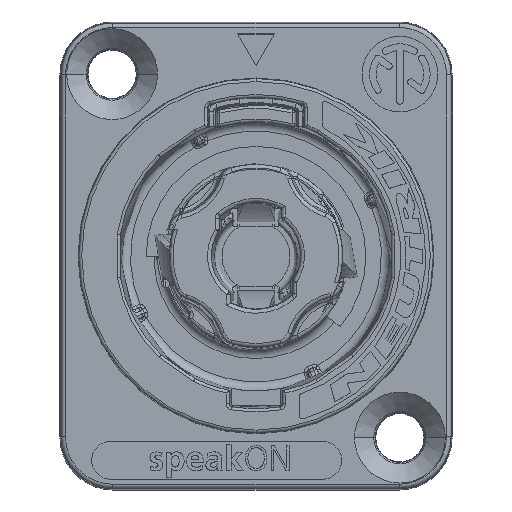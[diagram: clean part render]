
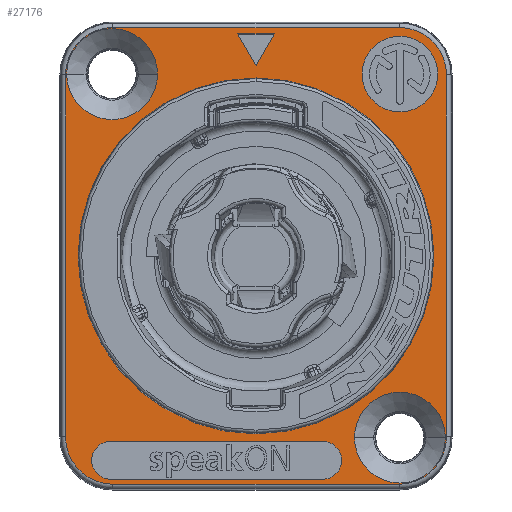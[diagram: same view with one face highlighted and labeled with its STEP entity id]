
A CAD part, top view. The second image highlights one B-rep face of the part: STEP entity #27176.
In plain terms, the highlighted planar face has unit normal (0, 0, 1).
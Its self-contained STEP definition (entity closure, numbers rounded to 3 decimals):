
#2=CARTESIAN_POINT('',(9.5,12.,4.5));
#3=DIRECTION('',(0.,0.,1.));
#4=DIRECTION('',(1.,0.,0.));
#5=AXIS2_PLACEMENT_3D('',#2,#3,#4);
#7=CARTESIAN_POINT('',(9.5,12.,4.5));
#8=DIRECTION('',(0.,0.,1.));
#9=DIRECTION('',(-1.,0.,0.));
#10=AXIS2_PLACEMENT_3D('',#7,#8,#9);
#12=CARTESIAN_POINT('',(-9.6,-13.5,4.5));
#13=DIRECTION('',(0.,0.,1.));
#14=DIRECTION('',(0.,1.,0.));
#15=AXIS2_PLACEMENT_3D('',#12,#13,#14);
#17=DIRECTION('',(1.,0.,0.));
#18=VECTOR('',#17,14.);
#19=CARTESIAN_POINT('',(-9.6,-14.75,4.5));
#20=LINE('',#19,#18);
#21=CARTESIAN_POINT('',(4.4,-13.5,4.5));
#22=DIRECTION('',(0.,0.,1.));
#23=DIRECTION('',(0.,-1.,0.));
#24=AXIS2_PLACEMENT_3D('',#21,#22,#23);
#26=DIRECTION('',(-1.,0.,0.));
#27=VECTOR('',#26,14.);
#28=CARTESIAN_POINT('',(4.4,-12.25,4.5));
#29=LINE('',#28,#27);
#30=DIRECTION('',(0.5,-0.866,0.));
#31=VECTOR('',#30,2.4);
#32=CARTESIAN_POINT('',(-1.2,14.65,4.5));
#33=LINE('',#32,#31);
#34=DIRECTION('',(0.5,0.866,0.));
#35=VECTOR('',#34,2.4);
#36=CARTESIAN_POINT('',(0.,12.572,4.5));
#37=LINE('',#36,#35);
#38=DIRECTION('',(-1.,0.,0.));
#39=VECTOR('',#38,2.4);
#40=CARTESIAN_POINT('',(1.2,14.65,4.5));
#41=LINE('',#40,#39);
#42=CARTESIAN_POINT('',(-9.5,12.,4.5));
#43=DIRECTION('',(0.,0.,1.));
#44=DIRECTION('',(-1.,0.,0.));
#45=AXIS2_PLACEMENT_3D('',#42,#43,#44);
#47=CARTESIAN_POINT('',(-9.5,12.,4.5));
#48=DIRECTION('',(0.,0.,1.));
#49=DIRECTION('',(1.,0.,0.));
#50=AXIS2_PLACEMENT_3D('',#47,#48,#49);
#52=CARTESIAN_POINT('',(9.5,-12.,4.5));
#53=DIRECTION('',(0.,0.,1.));
#54=DIRECTION('',(1.,0.,0.));
#55=AXIS2_PLACEMENT_3D('',#52,#53,#54);
#57=CARTESIAN_POINT('',(9.5,-12.,4.5));
#58=DIRECTION('',(0.,0.,1.));
#59=DIRECTION('',(-1.,0.,0.));
#60=AXIS2_PLACEMENT_3D('',#57,#58,#59);
#62=CARTESIAN_POINT('',(-9.45,-11.95,4.5));
#63=DIRECTION('',(0.,0.,1.));
#64=DIRECTION('',(-1.,0.,0.));
#65=AXIS2_PLACEMENT_3D('',#62,#63,#64);
#67=DIRECTION('',(0.,-1.,0.));
#68=VECTOR('',#67,23.9);
#69=CARTESIAN_POINT('',(-12.577,11.95,4.5));
#70=LINE('',#69,#68);
#71=CARTESIAN_POINT('',(-9.45,11.95,4.5));
#72=DIRECTION('',(0.,0.,1.));
#73=DIRECTION('',(0.,1.,0.));
#74=AXIS2_PLACEMENT_3D('',#71,#72,#73);
#76=DIRECTION('',(-1.,0.,0.));
#77=VECTOR('',#76,18.9);
#78=CARTESIAN_POINT('',(9.45,15.077,4.5));
#79=LINE('',#78,#77);
#80=CARTESIAN_POINT('',(9.45,11.95,4.5));
#81=DIRECTION('',(0.,0.,1.));
#82=DIRECTION('',(1.,0.,0.));
#83=AXIS2_PLACEMENT_3D('',#80,#81,#82);
#85=DIRECTION('',(0.,1.,0.));
#86=VECTOR('',#85,23.9);
#87=CARTESIAN_POINT('',(12.577,-11.95,4.5));
#88=LINE('',#87,#86);
#89=CARTESIAN_POINT('',(9.45,-11.95,4.5));
#90=DIRECTION('',(0.,0.,1.));
#91=DIRECTION('',(0.,-1.,0.));
#92=AXIS2_PLACEMENT_3D('',#89,#90,#91);
#94=DIRECTION('',(1.,0.,0.));
#95=VECTOR('',#94,18.9);
#96=CARTESIAN_POINT('',(-9.45,-15.077,4.5));
#97=LINE('',#96,#95);
#103=CARTESIAN_POINT('',(0.,0.,4.5));
#104=DIRECTION('',(0.,0.,-1.));
#105=DIRECTION('',(0.,1.,0.));
#106=AXIS2_PLACEMENT_3D('',#103,#104,#105);
#1459=CARTESIAN_POINT('',(0.,0.,4.5));
#1460=DIRECTION('',(0.,0.,1.));
#1461=DIRECTION('',(0.,1.,0.));
#1462=AXIS2_PLACEMENT_3D('',#1459,#1460,#1461);
#24101=CARTESIAN_POINT('',(12.,12.,4.5));
#24102=CARTESIAN_POINT('',(7.,12.,4.5));
#24103=VERTEX_POINT('',#24101);
#24104=VERTEX_POINT('',#24102);
#24105=CARTESIAN_POINT('',(-9.6,-12.25,4.5));
#24106=CARTESIAN_POINT('',(-9.6,-14.75,4.5));
#24107=VERTEX_POINT('',#24105);
#24108=VERTEX_POINT('',#24106);
#24109=CARTESIAN_POINT('',(4.4,-14.75,4.5));
#24110=VERTEX_POINT('',#24109);
#24111=CARTESIAN_POINT('',(4.4,-12.25,4.5));
#24112=VERTEX_POINT('',#24111);
#24113=CARTESIAN_POINT('',(-1.2,14.65,4.5));
#24114=CARTESIAN_POINT('',(0.,12.572,4.5));
#24115=VERTEX_POINT('',#24113);
#24116=VERTEX_POINT('',#24114);
#24117=CARTESIAN_POINT('',(1.2,14.65,4.5));
#24118=VERTEX_POINT('',#24117);
#24272=CARTESIAN_POINT('',(0.,11.75,4.5));
#24273=CARTESIAN_POINT('',(0.,-11.75,4.5));
#24274=VERTEX_POINT('',#24272);
#24275=VERTEX_POINT('',#24273);
#26911=CARTESIAN_POINT('',(-12.5,12.,4.5));
#26912=CARTESIAN_POINT('',(-6.5,12.,4.5));
#26913=VERTEX_POINT('',#26911);
#26914=VERTEX_POINT('',#26912);
#26919=CARTESIAN_POINT('',(12.5,-12.,4.5));
#26920=CARTESIAN_POINT('',(6.5,-12.,4.5));
#26921=VERTEX_POINT('',#26919);
#26922=VERTEX_POINT('',#26920);
#26931=CARTESIAN_POINT('',(-12.577,-11.95,4.5));
#26932=CARTESIAN_POINT('',(-9.45,-15.077,4.5));
#26933=VERTEX_POINT('',#26931);
#26934=VERTEX_POINT('',#26932);
#26939=CARTESIAN_POINT('',(9.45,-15.077,4.5));
#26940=VERTEX_POINT('',#26939);
#26943=CARTESIAN_POINT('',(12.577,-11.95,4.5));
#26944=VERTEX_POINT('',#26943);
#26947=CARTESIAN_POINT('',(12.577,11.95,4.5));
#26948=VERTEX_POINT('',#26947);
#26951=CARTESIAN_POINT('',(9.45,15.077,4.5));
#26952=VERTEX_POINT('',#26951);
#26955=CARTESIAN_POINT('',(-9.45,15.077,4.5));
#26956=VERTEX_POINT('',#26955);
#26959=CARTESIAN_POINT('',(-12.577,11.95,4.5));
#26960=VERTEX_POINT('',#26959);
#27111=CARTESIAN_POINT('',(0.,0.,4.5));
#27112=DIRECTION('',(0.,0.,-1.));
#27113=DIRECTION('',(0.,-1.,0.));
#27114=AXIS2_PLACEMENT_3D('',#27111,#27112,#27113);
#27115=PLANE('',#27114);
#27117=ORIENTED_EDGE('',*,*,#27116,.F.);
#27119=ORIENTED_EDGE('',*,*,#27118,.F.);
#27121=ORIENTED_EDGE('',*,*,#27120,.F.);
#27123=ORIENTED_EDGE('',*,*,#27122,.F.);
#27125=ORIENTED_EDGE('',*,*,#27124,.F.);
#27127=ORIENTED_EDGE('',*,*,#27126,.F.);
#27129=ORIENTED_EDGE('',*,*,#27128,.F.);
#27131=ORIENTED_EDGE('',*,*,#27130,.F.);
#27132=EDGE_LOOP('',(#27117,#27119,#27121,#27123,#27125,#27127,#27129,#27131));
#27133=FACE_OUTER_BOUND('',#27132,.F.);
#27135=ORIENTED_EDGE('',*,*,#27134,.T.);
#27137=ORIENTED_EDGE('',*,*,#27136,.T.);
#27138=EDGE_LOOP('',(#27135,#27137));
#27139=FACE_BOUND('',#27138,.F.);
#27141=ORIENTED_EDGE('',*,*,#27140,.T.);
#27143=ORIENTED_EDGE('',*,*,#27142,.T.);
#27145=ORIENTED_EDGE('',*,*,#27144,.T.);
#27147=ORIENTED_EDGE('',*,*,#27146,.T.);
#27148=EDGE_LOOP('',(#27141,#27143,#27145,#27147));
#27149=FACE_BOUND('',#27148,.F.);
#27151=ORIENTED_EDGE('',*,*,#27150,.T.);
#27153=ORIENTED_EDGE('',*,*,#27152,.T.);
#27155=ORIENTED_EDGE('',*,*,#27154,.T.);
#27156=EDGE_LOOP('',(#27151,#27153,#27155));
#27157=FACE_BOUND('',#27156,.F.);
#27159=ORIENTED_EDGE('',*,*,#27158,.T.);
#27161=ORIENTED_EDGE('',*,*,#27160,.T.);
#27162=EDGE_LOOP('',(#27159,#27161));
#27163=FACE_BOUND('',#27162,.F.);
#27165=ORIENTED_EDGE('',*,*,#27164,.T.);
#27167=ORIENTED_EDGE('',*,*,#27166,.T.);
#27168=EDGE_LOOP('',(#27165,#27167));
#27169=FACE_BOUND('',#27168,.F.);
#27171=ORIENTED_EDGE('',*,*,#27170,.F.);
#27173=ORIENTED_EDGE('',*,*,#27172,.T.);
#27174=EDGE_LOOP('',(#27171,#27173));
#27175=FACE_BOUND('',#27174,.F.);
#27176=ADVANCED_FACE('',(#27133,#27139,#27149,#27157,#27163,#27169,#27175),
#27115,.F.);
#6=CIRCLE('',#5,2.5);
#11=CIRCLE('',#10,2.5);
#16=CIRCLE('',#15,1.25);
#25=CIRCLE('',#24,1.25);
#46=CIRCLE('',#45,3.);
#51=CIRCLE('',#50,3.);
#56=CIRCLE('',#55,3.);
#61=CIRCLE('',#60,3.);
#66=CIRCLE('',#65,3.127);
#75=CIRCLE('',#74,3.127);
#84=CIRCLE('',#83,3.127);
#93=CIRCLE('',#92,3.127);
#107=CIRCLE('',#106,11.75);
#1463=CIRCLE('',#1462,11.75);
#27116=EDGE_CURVE('',#26933,#26934,#66,.T.);
#27118=EDGE_CURVE('',#26960,#26933,#70,.T.);
#27120=EDGE_CURVE('',#26956,#26960,#75,.T.);
#27122=EDGE_CURVE('',#26952,#26956,#79,.T.);
#27124=EDGE_CURVE('',#26948,#26952,#84,.T.);
#27126=EDGE_CURVE('',#26944,#26948,#88,.T.);
#27128=EDGE_CURVE('',#26940,#26944,#93,.T.);
#27130=EDGE_CURVE('',#26934,#26940,#97,.T.);
#27134=EDGE_CURVE('',#24103,#24104,#6,.T.);
#27136=EDGE_CURVE('',#24104,#24103,#11,.T.);
#27140=EDGE_CURVE('',#24107,#24108,#16,.T.);
#27142=EDGE_CURVE('',#24108,#24110,#20,.T.);
#27144=EDGE_CURVE('',#24110,#24112,#25,.T.);
#27146=EDGE_CURVE('',#24112,#24107,#29,.T.);
#27150=EDGE_CURVE('',#24115,#24116,#33,.T.);
#27152=EDGE_CURVE('',#24116,#24118,#37,.T.);
#27154=EDGE_CURVE('',#24118,#24115,#41,.T.);
#27158=EDGE_CURVE('',#26913,#26914,#46,.T.);
#27160=EDGE_CURVE('',#26914,#26913,#51,.T.);
#27164=EDGE_CURVE('',#26921,#26922,#56,.T.);
#27166=EDGE_CURVE('',#26922,#26921,#61,.T.);
#27170=EDGE_CURVE('',#24274,#24275,#107,.T.);
#27172=EDGE_CURVE('',#24274,#24275,#1463,.T.);
